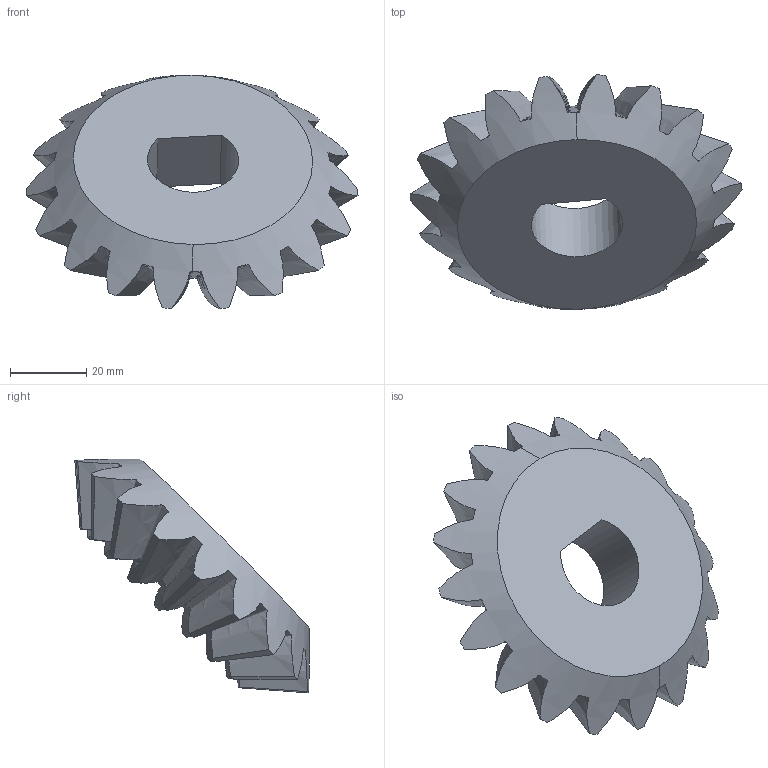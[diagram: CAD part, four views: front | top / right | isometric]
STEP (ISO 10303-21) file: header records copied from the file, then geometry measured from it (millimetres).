
FILE_DESCRIPTION((''),'2;1');
FILE_NAME('SHOULDER_BEVEL_GEAR_2','2020-12-30T20:27:32',('TINH LE'),(''),'CREO PARAMETRIC BY PTC INC, 2020154','CREO PARAMETRIC BY PTC INC, 2020154','');
FILE_SCHEMA(('CONFIG_CONTROL_DESIGN'));
Length unit declared in the file: millimetre
Products named in the file (1): SHOULDER_BEVEL_GEAR_2
Bounding box: 87.34 x 61.64 x 61.44 mm (x, y, z)
Volume: 61691.8 mm3; surface area: 16542.1 mm2
Topology: 1 solids, 1 shells, 44 faces, 126 edges, 84 vertices
Faces by surface type: cone 22, bspline 18, plane 3, cylinder 1
Entity records: 5832 total; most frequent: CARTESIAN_POINT 4726, ORIENTED_EDGE 252, DIRECTION 180, EDGE_CURVE 126, VERTEX_POINT 84, AXIS2_PLACEMENT_3D 68, EDGE_LOOP 46, VECTOR 44
